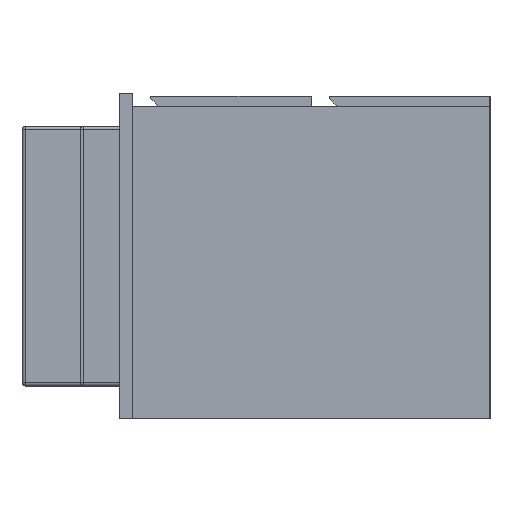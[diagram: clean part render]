
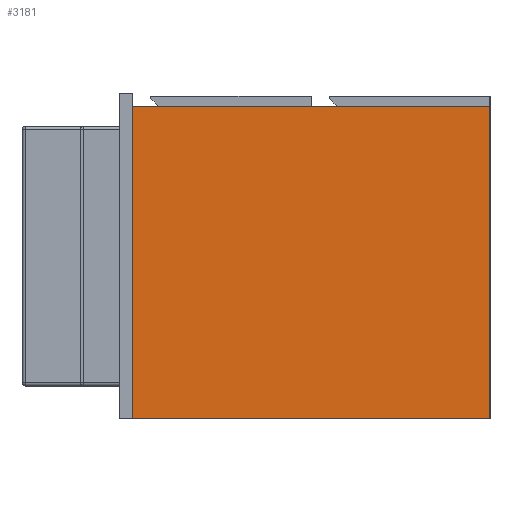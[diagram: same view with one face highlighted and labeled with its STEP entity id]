
A CAD part, left-side view. The second image highlights one B-rep face of the part: STEP entity #3181.
In plain terms, the highlighted planar face has unit normal (-1, 0, 0).
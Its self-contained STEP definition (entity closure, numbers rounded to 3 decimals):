
#283 = CARTESIAN_POINT ( 'NONE',  ( -894., 275., 480. ) ) ;
#518 = VERTEX_POINT ( 'NONE', #7484 ) ;
#729 = CARTESIAN_POINT ( 'NONE',  ( -894., -275., 0. ) ) ;
#758 = LINE ( 'NONE', #6658, #3494 ) ;
#833 = VECTOR ( 'NONE', #1511, 1000. ) ;
#845 = EDGE_CURVE ( 'NONE', #5328, #1069, #1250, .T. ) ;
#1069 = VERTEX_POINT ( 'NONE', #7037 ) ;
#1250 = LINE ( 'NONE', #4815, #833 ) ;
#1511 = DIRECTION ( 'NONE',  ( 0., 1., 0. ) ) ;
#1621 = DIRECTION ( 'NONE',  ( 0., 0., -1. ) ) ;
#1993 = EDGE_CURVE ( 'NONE', #6970, #518, #758, .T. ) ;
#2715 = DIRECTION ( 'NONE',  ( 0., 1., 0. ) ) ;
#2938 = VECTOR ( 'NONE', #1621, 1000. ) ;
#3181 = ADVANCED_FACE ( 'NONE', ( #6311 ), #3586, .T. ) ;
#3494 = VECTOR ( 'NONE', #2715, 1000. ) ;
#3586 = PLANE ( 'NONE',  #7148 ) ;
#4024 = ORIENTED_EDGE ( 'NONE', *, *, #1993, .T. ) ;
#4373 = EDGE_CURVE ( 'NONE', #518, #1069, #5858, .T. ) ;
#4815 = CARTESIAN_POINT ( 'NONE',  ( -894., 275., 0. ) ) ;
#4910 = DIRECTION ( 'NONE',  ( 0., -1., 0. ) ) ;
#5299 = CARTESIAN_POINT ( 'NONE',  ( -894., -275., 480. ) ) ;
#5328 = VERTEX_POINT ( 'NONE', #729 ) ;
#5404 = LINE ( 'NONE', #8091, #8214 ) ;
#5466 = DIRECTION ( 'NONE',  ( 0., 0., -1. ) ) ;
#5594 = DIRECTION ( 'NONE',  ( -1., 0., 0. ) ) ;
#5858 = LINE ( 'NONE', #283, #2938 ) ;
#6311 = FACE_OUTER_BOUND ( 'NONE', #6644, .T. ) ;
#6493 = EDGE_CURVE ( 'NONE', #6970, #5328, #5404, .T. ) ;
#6644 = EDGE_LOOP ( 'NONE', ( #6961, #8008, #4024, #8294 ) ) ;
#6658 = CARTESIAN_POINT ( 'NONE',  ( -894., 275., 480. ) ) ;
#6961 = ORIENTED_EDGE ( 'NONE', *, *, #845, .F. ) ;
#6970 = VERTEX_POINT ( 'NONE', #5299 ) ;
#7037 = CARTESIAN_POINT ( 'NONE',  ( -894., 275., 0. ) ) ;
#7148 = AXIS2_PLACEMENT_3D ( 'NONE', #8253, #5594, #4910 ) ;
#7484 = CARTESIAN_POINT ( 'NONE',  ( -894., 275., 480. ) ) ;
#8008 = ORIENTED_EDGE ( 'NONE', *, *, #6493, .F. ) ;
#8091 = CARTESIAN_POINT ( 'NONE',  ( -894., -275., 480. ) ) ;
#8214 = VECTOR ( 'NONE', #5466, 1000. ) ;
#8253 = CARTESIAN_POINT ( 'NONE',  ( -894., 275., 480. ) ) ;
#8294 = ORIENTED_EDGE ( 'NONE', *, *, #4373, .T. ) ;
